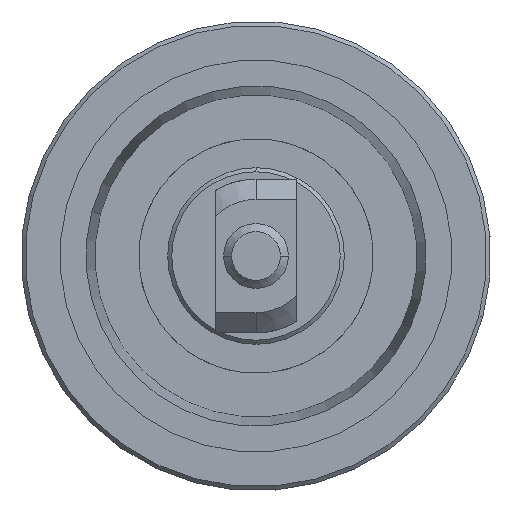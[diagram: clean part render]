
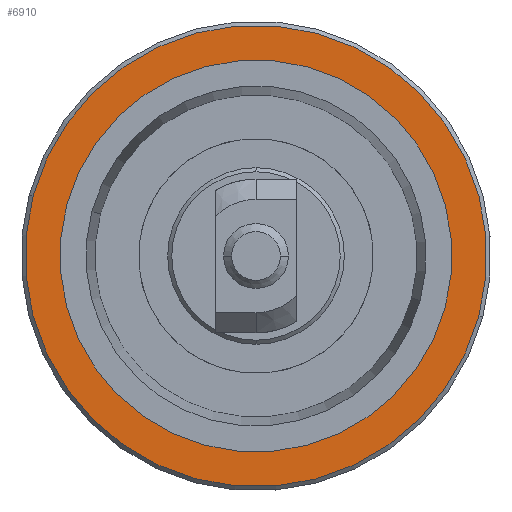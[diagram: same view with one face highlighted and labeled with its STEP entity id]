
A CAD part, front view. The second image highlights one B-rep face of the part: STEP entity #6910.
In plain terms, the highlighted face is planar.
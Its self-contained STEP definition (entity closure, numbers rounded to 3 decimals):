
#669 = CARTESIAN_POINT ( 'NONE',  ( 0., 20., 0. ) ) ;
#670 = DIRECTION ( 'NONE',  ( 0., 1., 0. ) ) ;
#671 = DIRECTION ( 'NONE',  ( 0., 0., 1. ) ) ;
#714 = CARTESIAN_POINT ( 'NONE',  ( 0., 20., 0. ) ) ;
#715 = DIRECTION ( 'NONE',  ( 0., -1., 0. ) ) ;
#716 = DIRECTION ( 'NONE',  ( 0., 0., -1. ) ) ;
#1000 = CIRCLE ( 'NONE', #3011, 28.5 ) ;
#1014 = CIRCLE ( 'NONE', #3022, 24.2 ) ;
#1136 = FACE_OUTER_BOUND ( 'NONE', #5322, .T. ) ;
#1143 = FACE_BOUND ( 'NONE', #5247, .T. ) ;
#1236 = AXIS2_PLACEMENT_3D ( 'NONE', #1897, #1896, #1901 ) ;
#1896 = DIRECTION ( 'NONE',  ( 0., 1., 0. ) ) ;
#1897 = CARTESIAN_POINT ( 'NONE',  ( 29., 20., 0. ) ) ;
#1899 = PLANE ( 'NONE',  #1236 ) ;
#1901 = DIRECTION ( 'NONE',  ( 0., 0., 1. ) ) ;
#2273 = VERTEX_POINT ( 'NONE', #4351 ) ;
#2283 = VERTEX_POINT ( 'NONE', #4419 ) ;
#2459 = VERTEX_POINT ( 'NONE', #4438 ) ;
#2631 = CARTESIAN_POINT ( 'NONE',  ( 0., 20., 0. ) ) ;
#2676 = DIRECTION ( 'NONE',  ( 0., 0., -1. ) ) ;
#2677 = DIRECTION ( 'NONE',  ( 0., -1., 0. ) ) ;
#2847 = CIRCLE ( 'NONE', #2968, 28.5 ) ;
#2968 = AXIS2_PLACEMENT_3D ( 'NONE', #3343, #3344, #3345 ) ;
#3011 = AXIS2_PLACEMENT_3D ( 'NONE', #669, #670, #671 ) ;
#3022 = AXIS2_PLACEMENT_3D ( 'NONE', #714, #715, #716 ) ;
#3180 = AXIS2_PLACEMENT_3D ( 'NONE', #2631, #2677, #2676 ) ;
#3343 = CARTESIAN_POINT ( 'NONE',  ( 0., 20., 0. ) ) ;
#3344 = DIRECTION ( 'NONE',  ( 0., 1., 0. ) ) ;
#3345 = DIRECTION ( 'NONE',  ( 0., 0., 1. ) ) ;
#3411 = CARTESIAN_POINT ( 'NONE',  ( 0., 20., -28.5 ) ) ;
#4137 = CIRCLE ( 'NONE', #3180, 24.2 ) ;
#4351 = CARTESIAN_POINT ( 'NONE',  ( 0., 20., -24.2 ) ) ;
#4419 = CARTESIAN_POINT ( 'NONE',  ( 0., 20., 24.2 ) ) ;
#4438 = CARTESIAN_POINT ( 'NONE',  ( 0., 20., 28.5 ) ) ;
#4809 = EDGE_CURVE ( 'NONE', #2273, #2283, #4137, .T. ) ;
#5064 = EDGE_CURVE ( 'NONE', #2459, #5651, #2847, .T. ) ;
#5247 = EDGE_LOOP ( 'NONE', ( #5699, #5693 ) ) ;
#5322 = EDGE_LOOP ( 'NONE', ( #7238, #5695 ) ) ;
#5651 = VERTEX_POINT ( 'NONE', #3411 ) ;
#5693 = ORIENTED_EDGE ( 'NONE', *, *, #6820, .T. ) ;
#5695 = ORIENTED_EDGE ( 'NONE', *, *, #5064, .T. ) ;
#5699 = ORIENTED_EDGE ( 'NONE', *, *, #4809, .T. ) ;
#6801 = EDGE_CURVE ( 'NONE', #5651, #2459, #1000, .T. ) ;
#6820 = EDGE_CURVE ( 'NONE', #2283, #2273, #1014, .T. ) ;
#6910 = ADVANCED_FACE ( 'NONE', ( #1136, #1143 ), #1899, .T. ) ;
#7238 = ORIENTED_EDGE ( 'NONE', *, *, #6801, .T. ) ;
